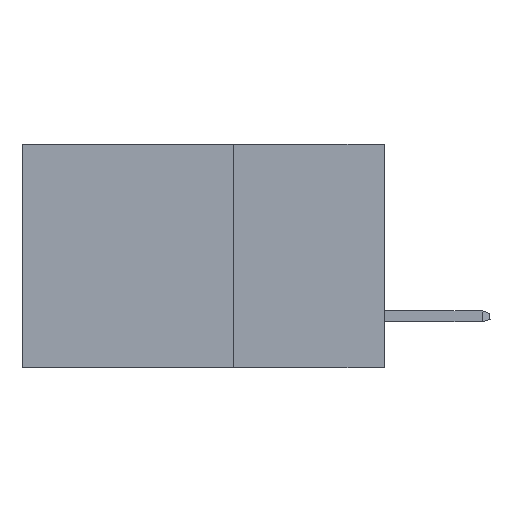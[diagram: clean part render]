
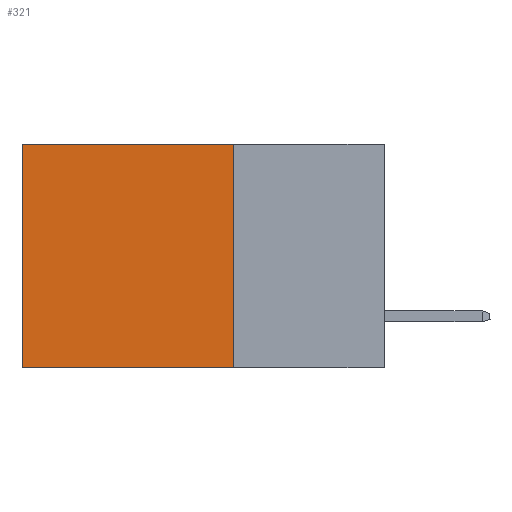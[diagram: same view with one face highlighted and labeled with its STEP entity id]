
A CAD part, left-side view. The second image highlights one B-rep face of the part: STEP entity #321.
In plain terms, the highlighted planar face has unit normal (-1, 0, 0).
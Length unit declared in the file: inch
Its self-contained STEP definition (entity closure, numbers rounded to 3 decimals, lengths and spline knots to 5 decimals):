
#16 = DIRECTION ( 'NONE',  ( 0., 0., -1. ) ) ;
#134 = VERTEX_POINT ( 'NONE', #6153 ) ;
#321 = ADVANCED_FACE ( 'NONE', ( #9975 ), #14594, .F. ) ;
#513 = DIRECTION ( 'NONE',  ( 0., 1., 0. ) ) ;
#1011 = CARTESIAN_POINT ( 'NONE',  ( 0.298, 0.25, -0.37 ) ) ;
#2024 = CARTESIAN_POINT ( 'NONE',  ( 0.298, 0.25, 0. ) ) ;
#2313 = EDGE_LOOP ( 'NONE', ( #9460, #4276, #5260, #9811 ) ) ;
#2748 = LINE ( 'NONE', #2024, #4757 ) ;
#2851 = DIRECTION ( 'NONE',  ( 1., 0., 0. ) ) ;
#2870 = VERTEX_POINT ( 'NONE', #5597 ) ;
#3069 = LINE ( 'NONE', #7037, #12102 ) ;
#3289 = VERTEX_POINT ( 'NONE', #12548 ) ;
#3966 = CARTESIAN_POINT ( 'NONE',  ( 0.298, 0.25, 0. ) ) ;
#4276 = ORIENTED_EDGE ( 'NONE', *, *, #6914, .F. ) ;
#4548 = DIRECTION ( 'NONE',  ( 0., 0., -1. ) ) ;
#4711 = LINE ( 'NONE', #1011, #10297 ) ;
#4757 = VECTOR ( 'NONE', #16, 39.37008 ) ;
#5260 = ORIENTED_EDGE ( 'NONE', *, *, #8989, .F. ) ;
#5597 = CARTESIAN_POINT ( 'NONE',  ( 0.298, 0.25, 0. ) ) ;
#5698 = DIRECTION ( 'NONE',  ( 0., 1., 0. ) ) ;
#6153 = CARTESIAN_POINT ( 'NONE',  ( 0.298, 0.6, -0.37 ) ) ;
#6914 = EDGE_CURVE ( 'NONE', #3289, #134, #4711, .T. ) ;
#7037 = CARTESIAN_POINT ( 'NONE',  ( 0.298, 0.6, 0. ) ) ;
#7505 = VECTOR ( 'NONE', #513, 39.37008 ) ;
#8738 = CARTESIAN_POINT ( 'NONE',  ( 0.298, 0.25, 0. ) ) ;
#8989 = EDGE_CURVE ( 'NONE', #2870, #3289, #2748, .T. ) ;
#9460 = ORIENTED_EDGE ( 'NONE', *, *, #10745, .T. ) ;
#9811 = ORIENTED_EDGE ( 'NONE', *, *, #14899, .T. ) ;
#9975 = FACE_OUTER_BOUND ( 'NONE', #2313, .T. ) ;
#9999 = DIRECTION ( 'NONE',  ( 0., 0., -1. ) ) ;
#10297 = VECTOR ( 'NONE', #5698, 39.37008 ) ;
#10745 = EDGE_CURVE ( 'NONE', #12823, #134, #3069, .T. ) ;
#10886 = AXIS2_PLACEMENT_3D ( 'NONE', #8738, #2851, #9999 ) ;
#11819 = CARTESIAN_POINT ( 'NONE',  ( 0.298, 0.6, 0. ) ) ;
#12102 = VECTOR ( 'NONE', #4548, 39.37008 ) ;
#12548 = CARTESIAN_POINT ( 'NONE',  ( 0.298, 0.25, -0.37 ) ) ;
#12823 = VERTEX_POINT ( 'NONE', #11819 ) ;
#13601 = LINE ( 'NONE', #3966, #7505 ) ;
#14594 = PLANE ( 'NONE',  #10886 ) ;
#14899 = EDGE_CURVE ( 'NONE', #2870, #12823, #13601, .T. ) ;
